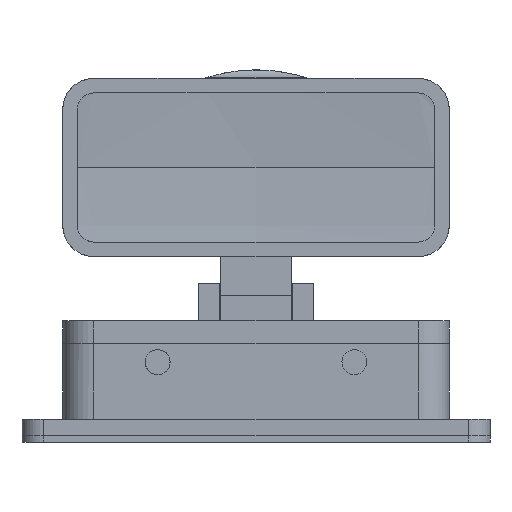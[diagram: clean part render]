
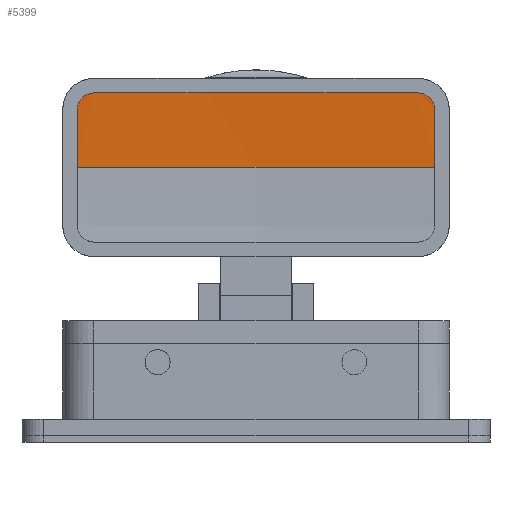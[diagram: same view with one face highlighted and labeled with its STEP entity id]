
A CAD part, left-side view. The second image highlights one B-rep face of the part: STEP entity #5399.
In plain terms, the highlighted face is a revolution surface.
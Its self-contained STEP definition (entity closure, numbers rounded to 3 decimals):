
#4954=CARTESIAN_POINT('Control Point',(72.31,44.59,84.3)) ;
#4955=CARTESIAN_POINT('Control Point',(72.374,49.354,84.3)) ;
#4956=CARTESIAN_POINT('Control Point',(72.406,54.118,84.3)) ;
#4957=CARTESIAN_POINT('Control Point',(72.406,58.882,84.3)) ;
#4958=CARTESIAN_POINT('Control Point',(72.374,63.646,84.3)) ;
#4959=CARTESIAN_POINT('Control Point',(72.31,68.41,84.3)) ;
#4960=CARTESIAN_POINT('Vertex',(72.31,44.59,84.3)) ;
#4962=CARTESIAN_POINT('Vertex',(72.31,68.41,84.3)) ;
#4966=CARTESIAN_POINT('Control Point',(71.528,17.35,84.3)) ;
#4967=CARTESIAN_POINT('Control Point',(71.768,22.795,84.3)) ;
#4968=CARTESIAN_POINT('Control Point',(71.966,28.242,84.3)) ;
#4969=CARTESIAN_POINT('Control Point',(72.123,33.691,84.3)) ;
#4970=CARTESIAN_POINT('Control Point',(72.237,39.14,84.3)) ;
#4971=CARTESIAN_POINT('Control Point',(72.31,44.59,84.3)) ;
#4972=CARTESIAN_POINT('Vertex',(71.528,17.35,84.3)) ;
#4984=CARTESIAN_POINT('Vertex',(71.528,95.65,84.3)) ;
#4988=CARTESIAN_POINT('Control Point',(72.31,68.41,84.3)) ;
#4989=CARTESIAN_POINT('Control Point',(72.237,73.86,84.3)) ;
#4990=CARTESIAN_POINT('Control Point',(72.123,79.309,84.3)) ;
#4991=CARTESIAN_POINT('Control Point',(71.966,84.758,84.3)) ;
#4992=CARTESIAN_POINT('Control Point',(71.768,90.205,84.3)) ;
#4993=CARTESIAN_POINT('Control Point',(71.528,95.65,84.3)) ;
#5012=CARTESIAN_POINT('Control Point',(71.528,17.35,84.3)) ;
#5013=CARTESIAN_POINT('Control Point',(71.494,16.564,84.3)) ;
#5014=CARTESIAN_POINT('Control Point',(71.484,15.777,84.094)) ;
#5015=CARTESIAN_POINT('Control Point',(71.502,15.076,83.683)) ;
#5016=CARTESIAN_POINT('Control Point',(71.54,14.522,83.128)) ;
#5017=CARTESIAN_POINT('Vertex',(71.54,14.522,83.128)) ;
#5038=CARTESIAN_POINT('Control Point',(71.54,14.522,83.128)) ;
#5039=CARTESIAN_POINT('Control Point',(71.579,13.965,82.572)) ;
#5040=CARTESIAN_POINT('Control Point',(71.638,13.555,81.869)) ;
#5041=CARTESIAN_POINT('Control Point',(71.71,13.35,81.084)) ;
#5042=CARTESIAN_POINT('Control Point',(71.786,13.35,80.3)) ;
#5043=CARTESIAN_POINT('Vertex',(71.786,13.35,80.3)) ;
#5071=CARTESIAN_POINT('Control Point',(71.786,13.35,80.3)) ;
#5072=CARTESIAN_POINT('Control Point',(72.056,13.35,77.509)) ;
#5073=CARTESIAN_POINT('Control Point',(72.258,13.35,74.711)) ;
#5074=CARTESIAN_POINT('Control Point',(72.393,13.35,71.909)) ;
#5075=CARTESIAN_POINT('Control Point',(72.46,13.35,69.104)) ;
#5076=CARTESIAN_POINT('Control Point',(72.46,13.35,66.3)) ;
#5077=CARTESIAN_POINT('Vertex',(72.46,13.35,66.3)) ;
#5239=CARTESIAN_POINT('Vertex',(72.46,99.65,66.3)) ;
#5243=CARTESIAN_POINT('Control Point',(72.46,99.65,66.3)) ;
#5244=CARTESIAN_POINT('Control Point',(72.46,99.65,69.104)) ;
#5245=CARTESIAN_POINT('Control Point',(72.393,99.65,71.909)) ;
#5246=CARTESIAN_POINT('Control Point',(72.258,99.65,74.711)) ;
#5247=CARTESIAN_POINT('Control Point',(72.056,99.65,77.509)) ;
#5248=CARTESIAN_POINT('Control Point',(71.786,99.65,80.3)) ;
#5249=CARTESIAN_POINT('Vertex',(71.786,99.65,80.3)) ;
#5271=CARTESIAN_POINT('Control Point',(71.786,99.65,80.3)) ;
#5272=CARTESIAN_POINT('Control Point',(71.71,99.65,81.084)) ;
#5273=CARTESIAN_POINT('Control Point',(71.638,99.445,81.869)) ;
#5274=CARTESIAN_POINT('Control Point',(71.579,99.035,82.572)) ;
#5275=CARTESIAN_POINT('Control Point',(71.54,98.478,83.128)) ;
#5276=CARTESIAN_POINT('Vertex',(71.54,98.478,83.128)) ;
#5297=CARTESIAN_POINT('Control Point',(71.54,98.478,83.128)) ;
#5298=CARTESIAN_POINT('Control Point',(71.502,97.924,83.683)) ;
#5299=CARTESIAN_POINT('Control Point',(71.484,97.223,84.094)) ;
#5300=CARTESIAN_POINT('Control Point',(71.494,96.436,84.3)) ;
#5301=CARTESIAN_POINT('Control Point',(71.528,95.65,84.3)) ;
#5373=CARTESIAN_POINT('Control Point',(72.455,99.767,66.3)) ;
#5374=CARTESIAN_POINT('Control Point',(73.846,70.982,66.3)) ;
#5375=CARTESIAN_POINT('Control Point',(73.848,42.13,66.3)) ;
#5376=CARTESIAN_POINT('Control Point',(72.461,13.344,66.3)) ;
#5377=CARTESIAN_POINT('Axis1P Location',(-73.,56.5,66.3)) ;
#5382=CARTESIAN_POINT('Control Point',(72.461,99.65,66.3)) ;
#5383=CARTESIAN_POINT('Control Point',(73.846,70.906,66.3)) ;
#5384=CARTESIAN_POINT('Control Point',(73.846,42.094,66.3)) ;
#5385=CARTESIAN_POINT('Control Point',(72.461,13.35,66.3)) ;
#5378=DIRECTION('Axis1P Direction',(0.,1.,0.)) ;
#5379=AXIS1_PLACEMENT('Revolution Surface Axis1P',#5377,#5378) ;
#5388=ORIENTED_EDGE('',*,*,#5079,.F.) ;
#5389=ORIENTED_EDGE('',*,*,#5045,.F.) ;
#5390=ORIENTED_EDGE('',*,*,#5019,.F.) ;
#5391=ORIENTED_EDGE('',*,*,#4974,.T.) ;
#5392=ORIENTED_EDGE('',*,*,#4964,.T.) ;
#5393=ORIENTED_EDGE('',*,*,#4994,.T.) ;
#5394=ORIENTED_EDGE('',*,*,#5302,.F.) ;
#5395=ORIENTED_EDGE('',*,*,#5278,.F.) ;
#5396=ORIENTED_EDGE('',*,*,#5251,.F.) ;
#5397=ORIENTED_EDGE('',*,*,#5386,.T.) ;
#5399=ADVANCED_FACE('Housing',(#5398),#5380,.T.) ;
#4953=B_SPLINE_CURVE_WITH_KNOTS('',5,(#4954,#4955,#4956,#4957,#4958,#4959),.UNSPECIFIED.,.F.,.U.,(6,6),(0.,33.688),.UNSPECIFIED.) ;
#4965=B_SPLINE_CURVE_WITH_KNOTS('',5,(#4966,#4967,#4968,#4969,#4970,#4971),.UNSPECIFIED.,.F.,.U.,(6,6),(0.,38.541),.UNSPECIFIED.) ;
#4987=B_SPLINE_CURVE_WITH_KNOTS('',5,(#4988,#4989,#4990,#4991,#4992,#4993),.UNSPECIFIED.,.F.,.U.,(6,6),(0.,38.541),.UNSPECIFIED.) ;
#5011=B_SPLINE_CURVE_WITH_KNOTS('',4,(#5012,#5013,#5014,#5015,#5016),.UNSPECIFIED.,.F.,.U.,(5,5),(0.,4.564),.UNSPECIFIED.) ;
#5037=B_SPLINE_CURVE_WITH_KNOTS('',4,(#5038,#5039,#5040,#5041,#5042),.UNSPECIFIED.,.F.,.U.,(5,5),(0.,4.582),.UNSPECIFIED.) ;
#5070=B_SPLINE_CURVE_WITH_KNOTS('',5,(#5071,#5072,#5073,#5074,#5075,#5076),.UNSPECIFIED.,.F.,.U.,(6,6),(0.,19.845),.UNSPECIFIED.) ;
#5242=B_SPLINE_CURVE_WITH_KNOTS('',5,(#5243,#5244,#5245,#5246,#5247,#5248),.UNSPECIFIED.,.F.,.U.,(6,6),(19.845,39.69),.UNSPECIFIED.) ;
#5270=B_SPLINE_CURVE_WITH_KNOTS('',4,(#5271,#5272,#5273,#5274,#5275),.UNSPECIFIED.,.F.,.U.,(5,5),(0.,4.582),.UNSPECIFIED.) ;
#5296=B_SPLINE_CURVE_WITH_KNOTS('',4,(#5297,#5298,#5299,#5300,#5301),.UNSPECIFIED.,.F.,.U.,(5,5),(0.,4.564),.UNSPECIFIED.) ;
#5372=B_SPLINE_CURVE_WITH_KNOTS('',3,(#5373,#5374,#5375,#5376),.UNSPECIFIED.,.F.,.U.,(4,4),(1370.264,1456.753),.UNSPECIFIED.) ;
#5381=B_SPLINE_CURVE_WITH_KNOTS('',3,(#5382,#5383,#5384,#5385),.UNSPECIFIED.,.F.,.U.,(4,4),(1370.381,1456.748),.UNSPECIFIED.) ;
#4964=EDGE_CURVE('',#4961,#4963,#4953,.T.) ;
#4974=EDGE_CURVE('',#4973,#4961,#4965,.T.) ;
#4994=EDGE_CURVE('',#4963,#4985,#4987,.T.) ;
#5019=EDGE_CURVE('',#4973,#5018,#5011,.T.) ;
#5045=EDGE_CURVE('',#5018,#5044,#5037,.T.) ;
#5079=EDGE_CURVE('',#5044,#5078,#5070,.T.) ;
#5251=EDGE_CURVE('',#5240,#5250,#5242,.T.) ;
#5278=EDGE_CURVE('',#5250,#5277,#5270,.T.) ;
#5302=EDGE_CURVE('',#5277,#4985,#5296,.T.) ;
#5386=EDGE_CURVE('',#5240,#5078,#5381,.T.) ;
#5387=EDGE_LOOP('',(#5388,#5389,#5390,#5391,#5392,#5393,#5394,#5395,#5396,#5397)) ;
#5398=FACE_OUTER_BOUND('',#5387,.T.) ;
#5380=SURFACE_OF_REVOLUTION('Surface of Revolution',#5372,#5379) ;
#4961=VERTEX_POINT('',#4960) ;
#4963=VERTEX_POINT('',#4962) ;
#4973=VERTEX_POINT('',#4972) ;
#4985=VERTEX_POINT('',#4984) ;
#5018=VERTEX_POINT('',#5017) ;
#5044=VERTEX_POINT('',#5043) ;
#5078=VERTEX_POINT('',#5077) ;
#5240=VERTEX_POINT('',#5239) ;
#5250=VERTEX_POINT('',#5249) ;
#5277=VERTEX_POINT('',#5276) ;
